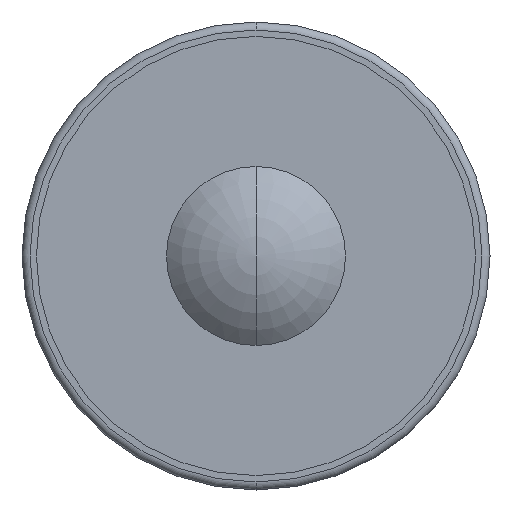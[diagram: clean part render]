
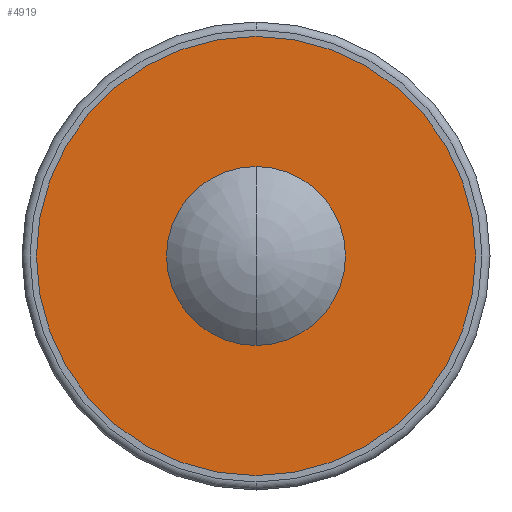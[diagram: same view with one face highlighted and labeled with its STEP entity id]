
A CAD part, front view. The second image highlights one B-rep face of the part: STEP entity #4919.
In plain terms, the highlighted planar face has unit normal (0, -1, 0).
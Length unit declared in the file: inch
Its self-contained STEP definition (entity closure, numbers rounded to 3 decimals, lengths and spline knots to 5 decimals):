
#79 = AXIS2_PLACEMENT_3D ( 'NONE', #8711, #5120, #11494 ) ;
#109 = CARTESIAN_POINT ( 'NONE',  ( 0., -0.05274, -0.13671 ) ) ;
#496 = DIRECTION ( 'NONE',  ( 0., -1., 0. ) ) ;
#758 = DIRECTION ( 'NONE',  ( 0., 0., 1. ) ) ;
#872 = AXIS2_PLACEMENT_3D ( 'NONE', #4239, #6128, #9823 ) ;
#1404 = CIRCLE ( 'NONE', #6900, 0.13671 ) ;
#1432 = DIRECTION ( 'NONE',  ( 0., 0., -1. ) ) ;
#1488 = CIRCLE ( 'NONE', #6676, 0.0557 ) ;
#2028 = DIRECTION ( 'NONE',  ( 0., -1., 0. ) ) ;
#2615 = EDGE_CURVE ( 'NONE', #11038, #6951, #10500, .T. ) ;
#2956 = DIRECTION ( 'NONE',  ( 0., 0., -1. ) ) ;
#3469 = DIRECTION ( 'NONE',  ( 0., 1., 0. ) ) ;
#3575 = FACE_BOUND ( 'NONE', #7076, .T. ) ;
#3590 = PLANE ( 'NONE',  #5117 ) ;
#3880 = VERTEX_POINT ( 'NONE', #5105 ) ;
#4239 = CARTESIAN_POINT ( 'NONE',  ( 0., -0.05274, 0. ) ) ;
#4466 = CARTESIAN_POINT ( 'NONE',  ( 0., -0.05274, 0.0557 ) ) ;
#4769 = CARTESIAN_POINT ( 'NONE',  ( 0., -0.05274, 0. ) ) ;
#4915 = ORIENTED_EDGE ( 'NONE', *, *, #7627, .F. ) ;
#4919 = ADVANCED_FACE ( 'NONE', ( #3575, #8756 ), #3590, .F. ) ;
#4924 = VERTEX_POINT ( 'NONE', #4466 ) ;
#5105 = CARTESIAN_POINT ( 'NONE',  ( 0., -0.05274, -0.0557 ) ) ;
#5117 = AXIS2_PLACEMENT_3D ( 'NONE', #9126, #3469, #758 ) ;
#5120 = DIRECTION ( 'NONE',  ( 0., -1., 0. ) ) ;
#5166 = EDGE_CURVE ( 'NONE', #6951, #11038, #1404, .T. ) ;
#6128 = DIRECTION ( 'NONE',  ( 0., -1., 0. ) ) ;
#6676 = AXIS2_PLACEMENT_3D ( 'NONE', #9636, #496, #1432 ) ;
#6900 = AXIS2_PLACEMENT_3D ( 'NONE', #4769, #2028, #2956 ) ;
#6951 = VERTEX_POINT ( 'NONE', #109 ) ;
#7067 = ORIENTED_EDGE ( 'NONE', *, *, #5166, .T. ) ;
#7076 = EDGE_LOOP ( 'NONE', ( #10126, #4915 ) ) ;
#7627 = EDGE_CURVE ( 'NONE', #4924, #3880, #1488, .T. ) ;
#8711 = CARTESIAN_POINT ( 'NONE',  ( 0., -0.05274, 0. ) ) ;
#8756 = FACE_OUTER_BOUND ( 'NONE', #8991, .T. ) ;
#8973 = CARTESIAN_POINT ( 'NONE',  ( 0., -0.05274, 0.13671 ) ) ;
#8991 = EDGE_LOOP ( 'NONE', ( #7067, #10776 ) ) ;
#9046 = CIRCLE ( 'NONE', #872, 0.0557 ) ;
#9126 = CARTESIAN_POINT ( 'NONE',  ( 0., -0.05274, 0. ) ) ;
#9636 = CARTESIAN_POINT ( 'NONE',  ( 0., -0.05274, 0. ) ) ;
#9823 = DIRECTION ( 'NONE',  ( 0., 0., -1. ) ) ;
#10126 = ORIENTED_EDGE ( 'NONE', *, *, #11787, .F. ) ;
#10500 = CIRCLE ( 'NONE', #79, 0.13671 ) ;
#10776 = ORIENTED_EDGE ( 'NONE', *, *, #2615, .T. ) ;
#11038 = VERTEX_POINT ( 'NONE', #8973 ) ;
#11494 = DIRECTION ( 'NONE',  ( 0., 0., -1. ) ) ;
#11787 = EDGE_CURVE ( 'NONE', #3880, #4924, #9046, .T. ) ;
